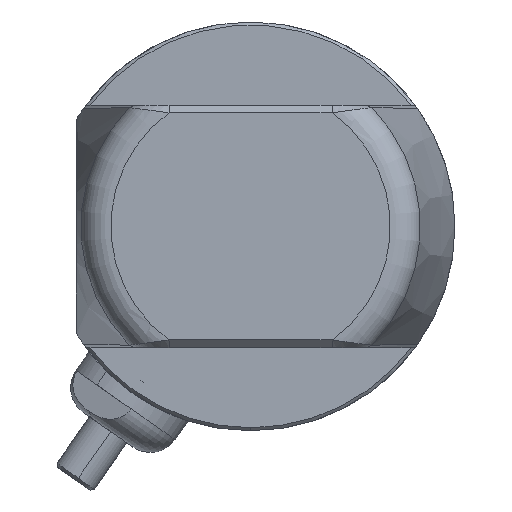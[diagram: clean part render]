
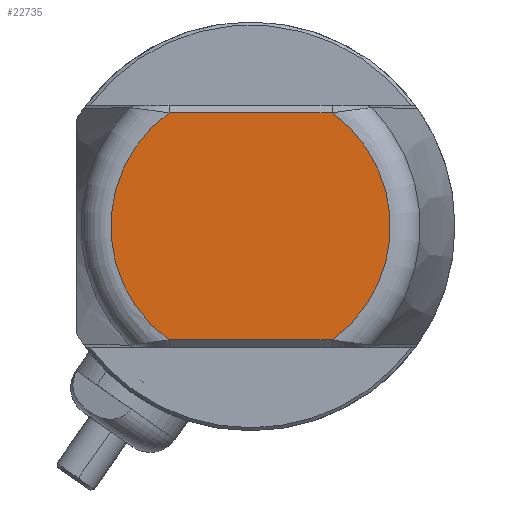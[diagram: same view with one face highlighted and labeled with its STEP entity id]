
A CAD part, left-side view. The second image highlights one B-rep face of the part: STEP entity #22735.
In plain terms, the highlighted face is planar.
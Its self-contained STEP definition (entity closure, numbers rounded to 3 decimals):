
#467 = LINE ( 'NONE', #6707, #17212 ) ;
#3250 = CARTESIAN_POINT ( 'NONE',  ( 20., 0., 0. ) ) ;
#3754 = CARTESIAN_POINT ( 'NONE',  ( 20., -5.383, 7.5 ) ) ;
#4172 = ORIENTED_EDGE ( 'NONE', *, *, #4949, .T. ) ;
#4949 = EDGE_CURVE ( 'NONE', #5769, #24413, #467, .T. ) ;
#5261 = VECTOR ( 'NONE', #5784, 1000. ) ;
#5769 = VERTEX_POINT ( 'NONE', #23346 ) ;
#5784 = DIRECTION ( 'NONE',  ( 0., 1., 0. ) ) ;
#6327 = VERTEX_POINT ( 'NONE', #11298 ) ;
#6707 = CARTESIAN_POINT ( 'NONE',  ( 20., -4.607, 7.5 ) ) ;
#7011 = AXIS2_PLACEMENT_3D ( 'NONE', #19680, #25517, #17107 ) ;
#7315 = ORIENTED_EDGE ( 'NONE', *, *, #15104, .F. ) ;
#9186 = CARTESIAN_POINT ( 'NONE',  ( 20., 9.232, 0. ) ) ;
#9388 = AXIS2_PLACEMENT_3D ( 'NONE', #3250, #15471, #15746 ) ;
#11214 = PLANE ( 'NONE',  #13447 ) ;
#11298 = CARTESIAN_POINT ( 'NONE',  ( 20., 5.383, -7.5 ) ) ;
#11620 = LINE ( 'NONE', #24401, #5261 ) ;
#13447 = AXIS2_PLACEMENT_3D ( 'NONE', #9186, #17497, #25767 ) ;
#15104 = EDGE_CURVE ( 'NONE', #5769, #6327, #18971, .T. ) ;
#15471 = DIRECTION ( 'NONE',  ( -1., 0., 0. ) ) ;
#15746 = DIRECTION ( 'NONE',  ( 0., 0., 1. ) ) ;
#17107 = DIRECTION ( 'NONE',  ( 0., 0., 1. ) ) ;
#17212 = VECTOR ( 'NONE', #20293, 1000. ) ;
#17497 = DIRECTION ( 'NONE',  ( 1., 0., 0. ) ) ;
#18777 = VERTEX_POINT ( 'NONE', #18828 ) ;
#18828 = CARTESIAN_POINT ( 'NONE',  ( 20., -5.383, -7.5 ) ) ;
#18971 = CIRCLE ( 'NONE', #9388, 9.232 ) ;
#19275 = FACE_OUTER_BOUND ( 'NONE', #22169, .T. ) ;
#19680 = CARTESIAN_POINT ( 'NONE',  ( 20., 0., 0. ) ) ;
#20293 = DIRECTION ( 'NONE',  ( 0., -1., 0. ) ) ;
#20507 = ORIENTED_EDGE ( 'NONE', *, *, #24404, .T. ) ;
#21741 = CIRCLE ( 'NONE', #7011, 9.232 ) ;
#22169 = EDGE_LOOP ( 'NONE', ( #24859, #20507, #7315, #4172 ) ) ;
#22735 = ADVANCED_FACE ( 'NONE', ( #19275 ), #11214, .T. ) ;
#23346 = CARTESIAN_POINT ( 'NONE',  ( 20., 5.383, 7.5 ) ) ;
#24221 = EDGE_CURVE ( 'NONE', #18777, #24413, #21741, .T. ) ;
#24401 = CARTESIAN_POINT ( 'NONE',  ( 20., 4.607, -7.5 ) ) ;
#24404 = EDGE_CURVE ( 'NONE', #18777, #6327, #11620, .T. ) ;
#24413 = VERTEX_POINT ( 'NONE', #3754 ) ;
#24859 = ORIENTED_EDGE ( 'NONE', *, *, #24221, .F. ) ;
#25517 = DIRECTION ( 'NONE',  ( -1., 0., 0. ) ) ;
#25767 = DIRECTION ( 'NONE',  ( 0., 0., -1. ) ) ;
